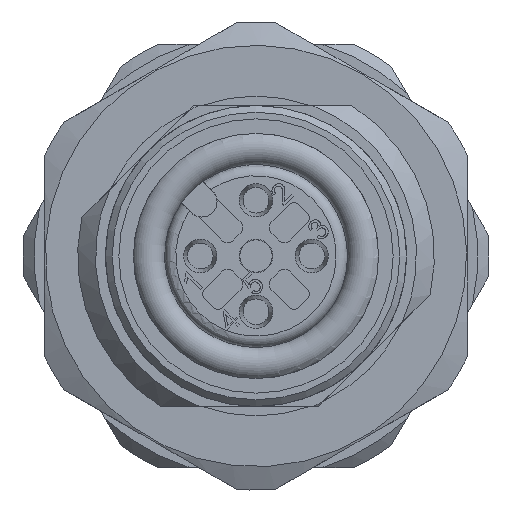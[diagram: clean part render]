
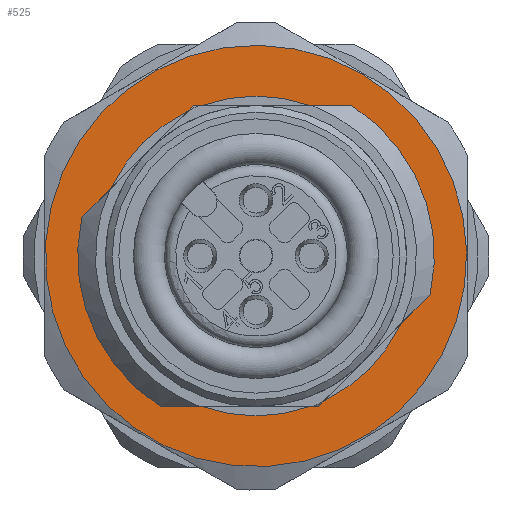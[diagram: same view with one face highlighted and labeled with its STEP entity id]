
A CAD part, front view. The second image highlights one B-rep face of the part: STEP entity #525.
In plain terms, the highlighted planar face has unit normal (0, -1, 0).
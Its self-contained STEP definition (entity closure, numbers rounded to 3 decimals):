
#275=FACE_BOUND('',#1057,.T.);
#276=FACE_BOUND('',#1058,.T.);
#400=PLANE('',#4553);
#525=ADVANCED_FACE('',(#275,#276),#400,.T.);
#1057=EDGE_LOOP('',(#2129));
#1058=EDGE_LOOP('',(#2130,#2131,#2132,#2133,#2134,#2135,#2136,#2137,#2138,
#2139,#2140,#2141,#2142,#2143));
#1374=LINE('',#6221,#1681);
#1376=LINE('',#6224,#1683);
#1382=LINE('',#6240,#1689);
#1383=LINE('',#6241,#1690);
#1389=LINE('',#6257,#1696);
#1391=LINE('',#6260,#1698);
#1396=LINE('',#6274,#1703);
#1397=LINE('',#6275,#1704);
#1681=VECTOR('',#5023,1.);
#1683=VECTOR('',#5025,1.);
#1689=VECTOR('',#5033,1.);
#1690=VECTOR('',#5034,1.);
#1696=VECTOR('',#5042,1.);
#1698=VECTOR('',#5044,1.);
#1703=VECTOR('',#5051,1.);
#1704=VECTOR('',#5052,1.);
#2129=ORIENTED_EDGE('',*,*,#3766,.F.);
#2130=ORIENTED_EDGE('',*,*,#3739,.F.);
#2131=ORIENTED_EDGE('',*,*,#3746,.F.);
#2132=ORIENTED_EDGE('',*,*,#3767,.F.);
#2133=ORIENTED_EDGE('',*,*,#3747,.F.);
#2134=ORIENTED_EDGE('',*,*,#3722,.F.);
#2135=ORIENTED_EDGE('',*,*,#3762,.T.);
#2136=ORIENTED_EDGE('',*,*,#3768,.F.);
#2137=ORIENTED_EDGE('',*,*,#3763,.T.);
#2138=ORIENTED_EDGE('',*,*,#3754,.T.);
#2139=ORIENTED_EDGE('',*,*,#3769,.F.);
#2140=ORIENTED_EDGE('',*,*,#3756,.T.);
#2141=ORIENTED_EDGE('',*,*,#3699,.F.);
#2142=ORIENTED_EDGE('',*,*,#3737,.F.);
#2143=ORIENTED_EDGE('',*,*,#3770,.F.);
#3264=VERTEX_POINT('',#6113);
#3266=VERTEX_POINT('',#6116);
#3281=VERTEX_POINT('',#6178);
#3282=VERTEX_POINT('',#6180);
#3291=VERTEX_POINT('',#6220);
#3292=VERTEX_POINT('',#6223);
#3293=VERTEX_POINT('',#6225);
#3297=VERTEX_POINT('',#6239);
#3298=VERTEX_POINT('',#6242);
#3302=VERTEX_POINT('',#6256);
#3303=VERTEX_POINT('',#6258);
#3304=VERTEX_POINT('',#6261);
#3307=VERTEX_POINT('',#6273);
#3308=VERTEX_POINT('',#6276);
#3310=VERTEX_POINT('',#6282);
#3699=EDGE_CURVE('',#3264,#3266,#4315,.T.);
#3722=EDGE_CURVE('',#3281,#3282,#4324,.T.);
#3737=EDGE_CURVE('',#3291,#3264,#1374,.T.);
#3739=EDGE_CURVE('',#3292,#3293,#1376,.T.);
#3746=EDGE_CURVE('',#3297,#3292,#1382,.T.);
#3747=EDGE_CURVE('',#3282,#3298,#1383,.T.);
#3754=EDGE_CURVE('',#3303,#3302,#1389,.T.);
#3756=EDGE_CURVE('',#3304,#3266,#1391,.T.);
#3762=EDGE_CURVE('',#3281,#3307,#1396,.T.);
#3763=EDGE_CURVE('',#3308,#3303,#1397,.T.);
#3766=EDGE_CURVE('',#3310,#3310,#4331,.T.);
#3767=EDGE_CURVE('',#3298,#3297,#4332,.T.);
#3768=EDGE_CURVE('',#3308,#3307,#4333,.T.);
#3769=EDGE_CURVE('',#3304,#3302,#4334,.T.);
#3770=EDGE_CURVE('',#3293,#3291,#4335,.T.);
#4315=CIRCLE('',#4513,8.);
#4324=CIRCLE('',#4529,8.);
#4331=CIRCLE('',#4548,9.45);
#4332=CIRCLE('',#4549,7.172);
#4333=CIRCLE('',#4550,7.172);
#4334=CIRCLE('',#4551,7.172);
#4335=CIRCLE('',#4552,7.172);
#4513=AXIS2_PLACEMENT_3D('',#6115,#4948,#4949);
#4529=AXIS2_PLACEMENT_3D('',#6179,#4988,#4989);
#4548=AXIS2_PLACEMENT_3D('',#6281,#5057,#5058);
#4549=AXIS2_PLACEMENT_3D('',#6283,#5059,#5060);
#4550=AXIS2_PLACEMENT_3D('',#6284,#5061,#5062);
#4551=AXIS2_PLACEMENT_3D('',#6285,#5063,#5064);
#4552=AXIS2_PLACEMENT_3D('',#6286,#5065,#5066);
#4553=AXIS2_PLACEMENT_3D('',#6287,#5067,#5068);
#4948=DIRECTION('',(0.,-1.,0.));
#4949=DIRECTION('',(0.,0.,1.));
#4988=DIRECTION('',(0.,-1.,0.));
#4989=DIRECTION('',(0.,0.,1.));
#5023=DIRECTION('',(-0.707,0.,-0.707));
#5025=DIRECTION('',(-0.707,0.,-0.707));
#5033=DIRECTION('',(-1.,0.,0.));
#5034=DIRECTION('',(-1.,0.,0.));
#5042=DIRECTION('',(-1.,0.,0.));
#5044=DIRECTION('',(-1.,0.,0.));
#5051=DIRECTION('',(-0.707,0.,-0.707));
#5052=DIRECTION('',(-0.707,0.,-0.707));
#5057=DIRECTION('',(0.,1.,0.));
#5058=DIRECTION('',(0.5,0.,0.866));
#5059=DIRECTION('',(0.,-1.,0.));
#5060=DIRECTION('',(-0.5,0.,-0.866));
#5061=DIRECTION('',(0.,-1.,0.));
#5062=DIRECTION('',(-0.5,0.,-0.866));
#5063=DIRECTION('',(0.,-1.,0.));
#5064=DIRECTION('',(-0.5,0.,-0.866));
#5065=DIRECTION('',(0.,-1.,0.));
#5066=DIRECTION('',(-0.5,0.,-0.866));
#5067=DIRECTION('',(0.,-1.,0.));
#5068=DIRECTION('',(0.5,0.,0.866));
#6113=CARTESIAN_POINT('',(0.641,1.05,1.737));
#6115=CARTESIAN_POINT('',(8.45,1.05,0.));
#6116=CARTESIAN_POINT('',(4.156,1.05,-6.75));
#6178=CARTESIAN_POINT('',(16.259,1.05,-1.737));
#6179=CARTESIAN_POINT('',(8.45,1.05,0.));
#6180=CARTESIAN_POINT('',(12.744,1.05,6.75));
#6220=CARTESIAN_POINT('',(1.963,1.05,3.059));
#6221=CARTESIAN_POINT('',(-0.385,1.05,0.711));
#6223=CARTESIAN_POINT('',(5.654,1.05,6.75));
#6224=CARTESIAN_POINT('',(-0.385,1.05,0.711));
#6225=CARTESIAN_POINT('',(5.391,1.05,6.487));
#6239=CARTESIAN_POINT('',(6.026,1.05,6.75));
#6240=CARTESIAN_POINT('',(5.654,1.05,6.75));
#6241=CARTESIAN_POINT('',(5.654,1.05,6.75));
#6242=CARTESIAN_POINT('',(10.874,1.05,6.75));
#6256=CARTESIAN_POINT('',(10.874,1.05,-6.75));
#6257=CARTESIAN_POINT('',(2.706,1.05,-6.75));
#6258=CARTESIAN_POINT('',(11.246,1.05,-6.75));
#6260=CARTESIAN_POINT('',(2.706,1.05,-6.75));
#6261=CARTESIAN_POINT('',(6.026,1.05,-6.75));
#6273=CARTESIAN_POINT('',(14.937,1.05,-3.059));
#6274=CARTESIAN_POINT('',(11.246,1.05,-6.75));
#6275=CARTESIAN_POINT('',(11.246,1.05,-6.75));
#6276=CARTESIAN_POINT('',(11.509,1.05,-6.487));
#6281=CARTESIAN_POINT('',(8.45,1.05,0.));
#6282=CARTESIAN_POINT('',(13.175,1.05,8.184));
#6283=CARTESIAN_POINT('',(8.45,1.05,0.));
#6284=CARTESIAN_POINT('',(8.45,1.05,0.));
#6285=CARTESIAN_POINT('',(8.45,1.05,0.));
#6286=CARTESIAN_POINT('',(8.45,1.05,0.));
#6287=CARTESIAN_POINT('',(8.45,1.05,0.));
